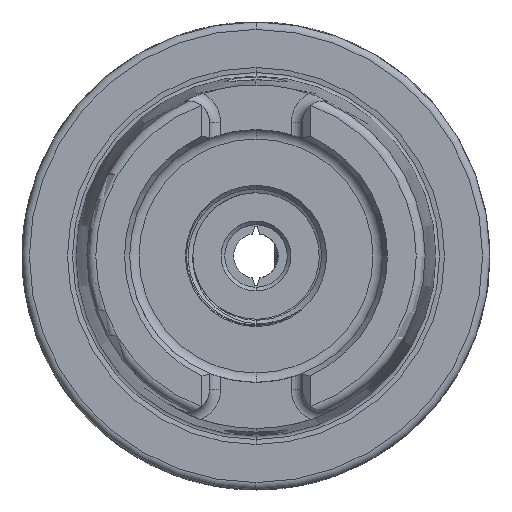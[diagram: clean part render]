
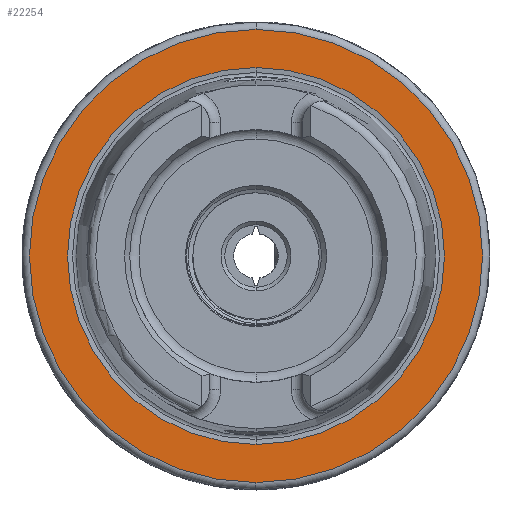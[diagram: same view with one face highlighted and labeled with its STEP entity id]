
A CAD part, left-side view. The second image highlights one B-rep face of the part: STEP entity #22254.
In plain terms, the highlighted planar face has unit normal (-1, 0, 0).
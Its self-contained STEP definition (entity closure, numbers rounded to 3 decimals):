
#4799 = DIRECTION ( 'NONE',  ( -1., 0., 0. ) ) ;
#4803 = DIRECTION ( 'NONE',  ( 0., 0., 1. ) ) ;
#4816 = PLANE ( 'NONE',  #19298 ) ;
#4841 = CARTESIAN_POINT ( 'NONE',  ( 0., 25.369, 0. ) ) ;
#5878 = CARTESIAN_POINT ( 'NONE',  ( 0., 0., 0. ) ) ;
#5880 = DIRECTION ( 'NONE',  ( 1., 0., 0. ) ) ;
#5882 = DIRECTION ( 'NONE',  ( 0., 0., -1. ) ) ;
#6371 = DIRECTION ( 'NONE',  ( 0., 0., 1. ) ) ;
#6404 = CARTESIAN_POINT ( 'NONE',  ( 0., 0., 0. ) ) ;
#6408 = DIRECTION ( 'NONE',  ( -1., 0., 0. ) ) ;
#6813 = ORIENTED_EDGE ( 'NONE', *, *, #11867, .T. ) ;
#8755 = CIRCLE ( 'NONE', #19076, 25.369 ) ;
#8777 = CIRCLE ( 'NONE', #19077, 30.5 ) ;
#8840 = CIRCLE ( 'NONE', #19096, 25.369 ) ;
#8909 = CIRCLE ( 'NONE', #19146, 30.5 ) ;
#11867 = EDGE_CURVE ( 'NONE', #19973, #19915, #8755, .T. ) ;
#11895 = EDGE_CURVE ( 'NONE', #19955, #19953, #8777, .T. ) ;
#11933 = EDGE_CURVE ( 'NONE', #19915, #19973, #8840, .T. ) ;
#12013 = EDGE_CURVE ( 'NONE', #19953, #19955, #8909, .T. ) ;
#13856 = EDGE_LOOP ( 'NONE', ( #18750, #18733 ) ) ;
#13888 = EDGE_LOOP ( 'NONE', ( #18751, #6813 ) ) ;
#15897 = DIRECTION ( 'NONE',  ( 0., 0., -1. ) ) ;
#15909 = CARTESIAN_POINT ( 'NONE',  ( 0., 0., 0. ) ) ;
#15916 = DIRECTION ( 'NONE',  ( 1., 0., 0. ) ) ;
#16317 = DIRECTION ( 'NONE',  ( 0., 0., 1. ) ) ;
#16324 = CARTESIAN_POINT ( 'NONE',  ( 0., 0., 0. ) ) ;
#16338 = DIRECTION ( 'NONE',  ( -1., 0., 0. ) ) ;
#18733 = ORIENTED_EDGE ( 'NONE', *, *, #11895, .T. ) ;
#18750 = ORIENTED_EDGE ( 'NONE', *, *, #12013, .T. ) ;
#18751 = ORIENTED_EDGE ( 'NONE', *, *, #11933, .T. ) ;
#19076 = AXIS2_PLACEMENT_3D ( 'NONE', #15909, #15916, #15897 ) ;
#19077 = AXIS2_PLACEMENT_3D ( 'NONE', #16324, #16338, #16317 ) ;
#19096 = AXIS2_PLACEMENT_3D ( 'NONE', #5878, #5880, #5882 ) ;
#19146 = AXIS2_PLACEMENT_3D ( 'NONE', #6404, #6408, #6371 ) ;
#19298 = AXIS2_PLACEMENT_3D ( 'NONE', #4841, #4799, #4803 ) ;
#19915 = VERTEX_POINT ( 'NONE', #24024 ) ;
#19953 = VERTEX_POINT ( 'NONE', #24021 ) ;
#19955 = VERTEX_POINT ( 'NONE', #24035 ) ;
#19973 = VERTEX_POINT ( 'NONE', #23999 ) ;
#19984 = FACE_OUTER_BOUND ( 'NONE', #13856, .T. ) ;
#19994 = FACE_BOUND ( 'NONE', #13888, .T. ) ;
#22254 = ADVANCED_FACE ( 'NONE', ( #19984, #19994 ), #4816, .T. ) ;
#23999 = CARTESIAN_POINT ( 'NONE',  ( 0., 0., -25.369 ) ) ;
#24021 = CARTESIAN_POINT ( 'NONE',  ( 0., 0., 30.5 ) ) ;
#24024 = CARTESIAN_POINT ( 'NONE',  ( 0., 0., 25.369 ) ) ;
#24035 = CARTESIAN_POINT ( 'NONE',  ( 0., 0., -30.5 ) ) ;
